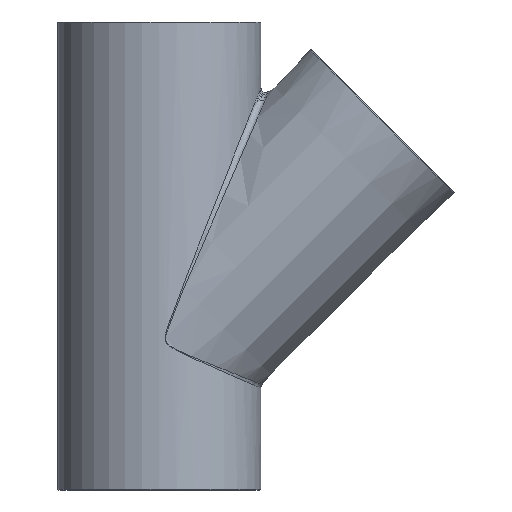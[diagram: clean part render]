
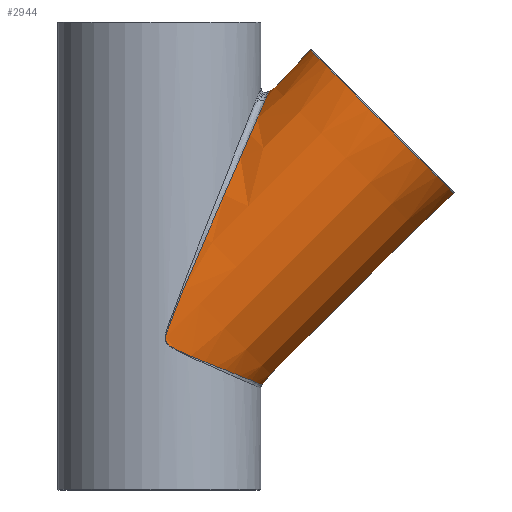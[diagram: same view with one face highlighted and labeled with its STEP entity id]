
A CAD part, left-side view. The second image highlights one B-rep face of the part: STEP entity #2944.
In plain terms, the highlighted conical face has half-angle 0.05 degrees and reference radius 52 mm.
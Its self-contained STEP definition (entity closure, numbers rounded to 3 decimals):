
#15=CONICAL_SURFACE('',#3029,52.,0.001);
#44=CIRCLE('',#3028,52.);
#230=LINE('',#11419,#366);
#366=VECTOR('',#3305,52.);
#673=FACE_OUTER_BOUND('',#895,.T.);
#895=EDGE_LOOP('',(#2690,#2691,#2692,#2693,#2694));
#1170=B_SPLINE_CURVE_WITH_KNOTS('',3,(#11421,#11422,#11423,#11424,#11425,
#11426,#11427,#11428,#11429,#11430,#11431,#11432,#11433,#11434,#11435,#11436,
#11437,#11438,#11439,#11440,#11441,#11442,#11443,#11444),.UNSPECIFIED.,
 .F.,.F.,(4,1,1,1,1,1,1,1,1,1,1,1,1,1,1,1,1,1,1,1,1,4),(0.,0.199,
0.397,0.596,0.795,1.192,
1.59,3.18,4.769,6.359,8.479,
10.599,11.659,12.718,13.778,14.838,
15.192,15.368,15.545,15.721,15.898,
15.992),.UNSPECIFIED.);
#1171=B_SPLINE_CURVE_WITH_KNOTS('',3,(#11445,#11446,#11447,#11448,#11449,
#11450,#11451,#11452,#11453,#11454,#11455,#11456,#11457,#11458,#11459,#11460,
#11461,#11462,#11463,#11464,#11465,#11466,#11467,#11468,#11469,#11470,#11471,
#11472,#11473,#11474,#11475,#11476,#11477,#11478),.UNSPECIFIED.,.F.,.F.,
(4,1,1,1,1,1,1,1,1,1,1,1,1,1,1,1,1,1,1,1,1,1,1,1,1,1,1,1,1,1,1,4),(15.992,
16.075,16.251,16.605,16.958,18.018,
19.078,23.317,25.437,26.497,27.557,
28.617,29.676,30.206,30.736,31.266,
31.796,32.856,33.916,36.036,38.155,
38.95,39.745,40.54,41.335,42.13,
42.527,42.925,43.72,44.117,44.217,
44.515),.UNSPECIFIED.);
#1444=VERTEX_POINT('',#11414);
#1445=VERTEX_POINT('',#11418);
#1446=VERTEX_POINT('',#11420);
#1862=EDGE_CURVE('',#1444,#1444,#44,.T.);
#1863=EDGE_CURVE('',#1444,#1445,#230,.T.);
#1864=EDGE_CURVE('',#1446,#1445,#1170,.T.);
#1865=EDGE_CURVE('',#1445,#1446,#1171,.T.);
#2690=ORIENTED_EDGE('',*,*,#1862,.F.);
#2691=ORIENTED_EDGE('',*,*,#1863,.T.);
#2692=ORIENTED_EDGE('',*,*,#1864,.F.);
#2693=ORIENTED_EDGE('',*,*,#1865,.F.);
#2694=ORIENTED_EDGE('',*,*,#1863,.F.);
#2944=ADVANCED_FACE('',(#673),#15,.T.);
#3028=AXIS2_PLACEMENT_3D('',#11416,#3301,#3302);
#3029=AXIS2_PLACEMENT_3D('',#11417,#3303,#3304);
#3301=DIRECTION('center_axis',(0.,-0.707,
0.707));
#3302=DIRECTION('ref_axis',(1.,0.,0.));
#3303=DIRECTION('center_axis',(0.,-0.707,0.707));
#3304=DIRECTION('ref_axis',(1.,0.,0.));
#3305=DIRECTION('',(0.001,0.707,-0.707));
#11414=CARTESIAN_POINT('',(-52.046,-114.269,188.94));
#11416=CARTESIAN_POINT('Origin',(-0.046,-114.269,
188.94));
#11417=CARTESIAN_POINT('Origin',(-0.046,-114.623,
189.294));
#11418=CARTESIAN_POINT('',(-51.909,-3.151,77.822));
#11419=CARTESIAN_POINT('',(-52.046,-114.623,189.294));
#11420=CARTESIAN_POINT('',(51.818,-4.453,79.033));
#11421=CARTESIAN_POINT('Ctrl Pts',(51.818,-4.453,79.033));
#11422=CARTESIAN_POINT('Ctrl Pts',(51.817,-4.449,78.318));
#11423=CARTESIAN_POINT('Ctrl Pts',(51.801,-4.631,76.876));
#11424=CARTESIAN_POINT('Ctrl Pts',(51.691,-5.786,75.078));
#11425=CARTESIAN_POINT('Ctrl Pts',(51.494,-7.391,73.728));
#11426=CARTESIAN_POINT('Ctrl Pts',(51.13,-9.731,72.232));
#11427=CARTESIAN_POINT('Ctrl Pts',(50.488,-12.808,70.655));
#11428=CARTESIAN_POINT('Ctrl Pts',(48.374,-20.232,67.26));
#11429=CARTESIAN_POINT('Ctrl Pts',(43.076,-30.99,62.838));
#11430=CARTESIAN_POINT('Ctrl Pts',(31.789,-42.809,58.035));
#11431=CARTESIAN_POINT('Ctrl Pts',(15.447,-51.671,54.482));
#11432=CARTESIAN_POINT('Ctrl Pts',(-5.464,-54.12,
53.479));
#11433=CARTESIAN_POINT('Ctrl Pts',(-23.475,-48.085,
55.858));
#11434=CARTESIAN_POINT('Ctrl Pts',(-35.193,-39.322,
59.338));
#11435=CARTESIAN_POINT('Ctrl Pts',(-42.343,-31.246,62.555));
#11436=CARTESIAN_POINT('Ctrl Pts',(-47.661,-21.949,
66.31));
#11437=CARTESIAN_POINT('Ctrl Pts',(-50.224,-14.271,69.467));
#11438=CARTESIAN_POINT('Ctrl Pts',(-51.223,-9.205,
71.775));
#11439=CARTESIAN_POINT('Ctrl Pts',(-51.549,-6.987,
72.918));
#11440=CARTESIAN_POINT('Ctrl Pts',(-51.733,-5.406,
73.886));
#11441=CARTESIAN_POINT('Ctrl Pts',(-51.859,-3.942,
75.066));
#11442=CARTESIAN_POINT('Ctrl Pts',(-51.904,-3.212,
76.517));
#11443=CARTESIAN_POINT('Ctrl Pts',(-51.909,-3.145,
77.484));
#11444=CARTESIAN_POINT('Ctrl Pts',(-51.909,-3.151,77.822));
#11445=CARTESIAN_POINT('Ctrl Pts',(-51.909,-3.151,77.822));
#11446=CARTESIAN_POINT('Ctrl Pts',(-51.909,-3.157,
78.123));
#11447=CARTESIAN_POINT('Ctrl Pts',(-51.905,-3.246,
79.07));
#11448=CARTESIAN_POINT('Ctrl Pts',(-51.879,-3.739,
81.235));
#11449=CARTESIAN_POINT('Ctrl Pts',(-51.81,-4.792,
84.29));
#11450=CARTESIAN_POINT('Ctrl Pts',(-51.597,-7.126,90.325));
#11451=CARTESIAN_POINT('Ctrl Pts',(-51.127,-10.618,
98.669));
#11452=CARTESIAN_POINT('Ctrl Pts',(-49.132,-19.699,
119.966));
#11453=CARTESIAN_POINT('Ctrl Pts',(-44.683,-30.381,
144.645));
#11454=CARTESIAN_POINT('Ctrl Pts',(-36.37,-40.611,168.314));
#11455=CARTESIAN_POINT('Ctrl Pts',(-29.939,-46.192,
181.191));
#11456=CARTESIAN_POINT('Ctrl Pts',(-24.007,-50.125,
190.276));
#11457=CARTESIAN_POINT('Ctrl Pts',(-16.595,-53.617,198.332));
#11458=CARTESIAN_POINT('Ctrl Pts',(-8.605,-55.735,
203.218));
#11459=CARTESIAN_POINT('Ctrl Pts',(-1.208,-56.367,
204.669));
#11460=CARTESIAN_POINT('Ctrl Pts',(4.412,-56.171,204.21));
#11461=CARTESIAN_POINT('Ctrl Pts',(9.704,-55.375,202.363));
#11462=CARTESIAN_POINT('Ctrl Pts',(16.024,-53.712,198.515));
#11463=CARTESIAN_POINT('Ctrl Pts',(22.555,-50.928,192.071));
#11464=CARTESIAN_POINT('Ctrl Pts',(30.8,-45.779,180.156));
#11465=CARTESIAN_POINT('Ctrl Pts',(38.259,-38.693,163.75));
#11466=CARTESIAN_POINT('Ctrl Pts',(43.154,-31.677,147.479));
#11467=CARTESIAN_POINT('Ctrl Pts',(45.933,-26.449,135.324));
#11468=CARTESIAN_POINT('Ctrl Pts',(47.468,-23.055,127.418));
#11469=CARTESIAN_POINT('Ctrl Pts',(48.756,-19.642,119.436));
#11470=CARTESIAN_POINT('Ctrl Pts',(49.801,-16.278,111.53));
#11471=CARTESIAN_POINT('Ctrl Pts',(50.496,-13.469,104.862));
#11472=CARTESIAN_POINT('Ctrl Pts',(50.952,-11.216,99.436));
#11473=CARTESIAN_POINT('Ctrl Pts',(51.324,-9.066,94.154));
#11474=CARTESIAN_POINT('Ctrl Pts',(51.592,-7.041,89.026));
#11475=CARTESIAN_POINT('Ctrl Pts',(51.741,-5.474,84.431));
#11476=CARTESIAN_POINT('Ctrl Pts',(51.801,-4.721,81.551));
#11477=CARTESIAN_POINT('Ctrl Pts',(51.819,-4.458,80.106));
#11478=CARTESIAN_POINT('Ctrl Pts',(51.818,-4.453,79.033));
